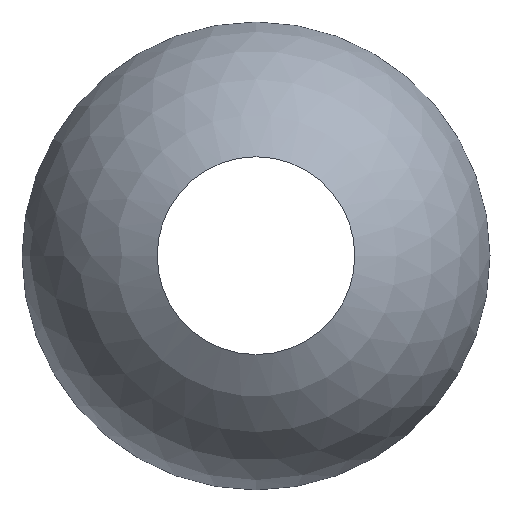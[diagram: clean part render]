
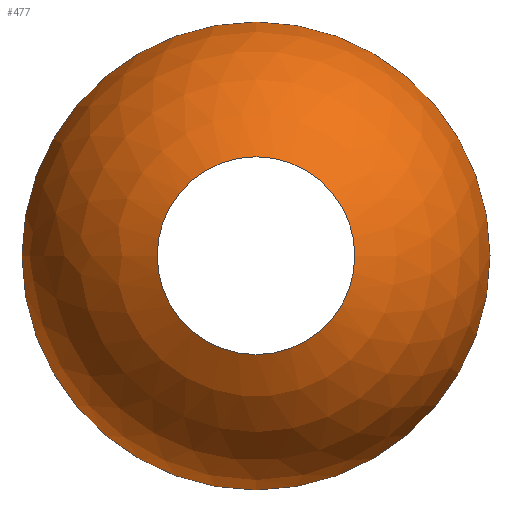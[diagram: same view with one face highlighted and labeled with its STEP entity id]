
A CAD part, top view. The second image highlights one B-rep face of the part: STEP entity #477.
In plain terms, the highlighted spherical face has radius 61.525 mm.
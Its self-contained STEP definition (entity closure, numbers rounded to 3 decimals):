
#26=SPHERICAL_SURFACE('',#530,61.525);
#44=FACE_OUTER_BOUND('',#71,.T.);
#71=EDGE_LOOP('',(#356,#357,#358,#359,#360,#361));
#181=CIRCLE('',#517,61.212);
#182=CIRCLE('',#518,61.212);
#193=CIRCLE('',#531,25.867);
#194=CIRCLE('',#532,25.867);
#195=CIRCLE('',#533,61.525);
#211=VERTEX_POINT('',#731);
#212=VERTEX_POINT('',#733);
#233=VERTEX_POINT('',#778);
#234=VERTEX_POINT('',#779);
#260=EDGE_CURVE('',#211,#212,#181,.T.);
#261=EDGE_CURVE('',#212,#211,#182,.T.);
#282=EDGE_CURVE('',#233,#234,#193,.T.);
#283=EDGE_CURVE('',#234,#233,#194,.T.);
#284=EDGE_CURVE('',#233,#212,#195,.T.);
#356=ORIENTED_EDGE('',*,*,#282,.T.);
#357=ORIENTED_EDGE('',*,*,#283,.T.);
#358=ORIENTED_EDGE('',*,*,#284,.T.);
#359=ORIENTED_EDGE('',*,*,#260,.F.);
#360=ORIENTED_EDGE('',*,*,#261,.F.);
#361=ORIENTED_EDGE('',*,*,#284,.F.);
#477=ADVANCED_FACE('',(#44),#26,.T.);
#517=AXIS2_PLACEMENT_3D('',#734,#578,#579);
#518=AXIS2_PLACEMENT_3D('',#735,#580,#581);
#530=AXIS2_PLACEMENT_3D('',#777,#614,#615);
#531=AXIS2_PLACEMENT_3D('',#780,#616,#617);
#532=AXIS2_PLACEMENT_3D('',#781,#618,#619);
#533=AXIS2_PLACEMENT_3D('',#782,#620,#621);
#578=DIRECTION('center_axis',(0.,0.,-1.));
#579=DIRECTION('ref_axis',(0.,-1.,0.));
#580=DIRECTION('center_axis',(0.,0.,-1.));
#581=DIRECTION('ref_axis',(0.,-1.,0.));
#614=DIRECTION('center_axis',(0.,0.,1.));
#615=DIRECTION('ref_axis',(1.,0.,0.));
#616=DIRECTION('center_axis',(0.,0.,-1.));
#617=DIRECTION('ref_axis',(1.,0.,0.));
#618=DIRECTION('center_axis',(0.,0.,-1.));
#619=DIRECTION('ref_axis',(1.,0.,0.));
#620=DIRECTION('center_axis',(0.,-1.,0.));
#621=DIRECTION('ref_axis',(-1.,0.,0.));
#731=CARTESIAN_POINT('',(0.,61.212,6.197));
#733=CARTESIAN_POINT('',(-61.212,0.,6.197));
#734=CARTESIAN_POINT('Origin',(0.,0.,6.197));
#735=CARTESIAN_POINT('Origin',(0.,0.,6.197));
#777=CARTESIAN_POINT('Origin',(0.,0.,0.));
#778=CARTESIAN_POINT('',(-25.867,0.,55.823));
#779=CARTESIAN_POINT('',(0.,-25.867,55.823));
#780=CARTESIAN_POINT('Origin',(0.,0.,55.823));
#781=CARTESIAN_POINT('Origin',(0.,0.,55.823));
#782=CARTESIAN_POINT('Origin',(0.,0.,0.));
